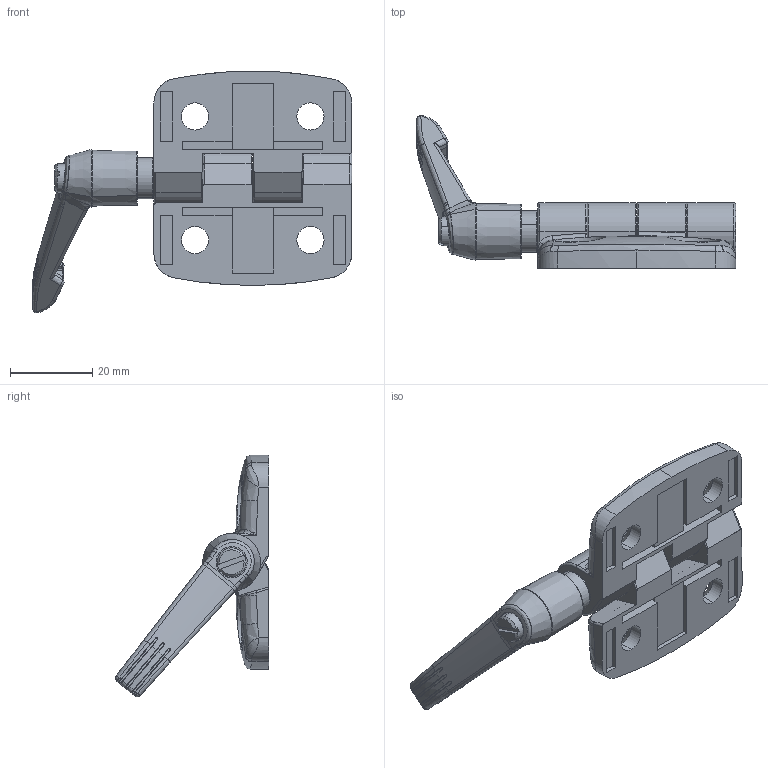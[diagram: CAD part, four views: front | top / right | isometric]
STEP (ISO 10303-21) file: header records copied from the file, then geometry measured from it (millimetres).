
FILE_DESCRIPTION (( 'STEP AP214' ), '1' );
FILE_NAME ('095kf2525f00.STEP', '2014-08-13T13:46:53', ( '' ), ( '' ), 'SwSTEP 2.0', 'SolidWorks 2014', '' );
FILE_SCHEMA (( 'AUTOMOTIVE_DESIGN' ));
Length unit declared in the file: millimetre
Products named in the file (6): 4din912m650m_4 din 912 m06 50 m; 12843f06k_M5; zahnring-1_m5; griff-1-m5; 095k25f00_095 kf 25 f00; 095kf2525f00
Assembly tree (6 placements, depth 3):
  095kf2525f00
    095k25f00_095 kf 25 f00  x2
    12843f06k_M5
      griff-1-m5
      zahnring-1_m5
    4din912m650m_4 din 912 m06 50 m
Bounding box: 77.49 x 37.15 x 58.67 mm (x, y, z)
Volume: 21085.4 mm3; surface area: 14410.6 mm2
Topology: 5 solids, 5 shells, 446 faces, 1086 edges, 648 vertices
Faces by surface type: bspline 140, plane 110, cylinder 93, torus 48, cone 41, sphere 14
Entity records: 13111 total; most frequent: CARTESIAN_POINT 5976, ORIENTED_EDGE 1600, DIRECTION 1249, EDGE_CURVE 800, AXIS2_PLACEMENT_3D 523, VERTEX_POINT 477, EDGE_LOOP 359, ADVANCED_FACE 340
